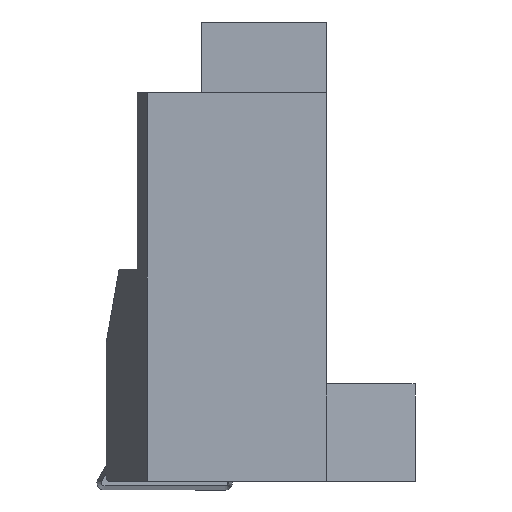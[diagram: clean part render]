
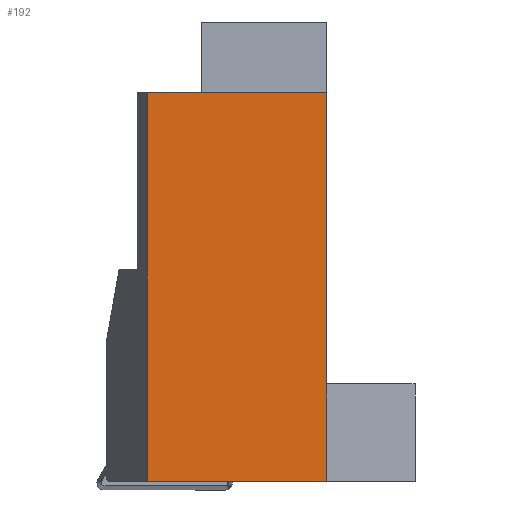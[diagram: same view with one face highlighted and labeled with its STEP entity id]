
A CAD part, front view. The second image highlights one B-rep face of the part: STEP entity #192.
In plain terms, the highlighted planar face has unit normal (0, -1, 0).
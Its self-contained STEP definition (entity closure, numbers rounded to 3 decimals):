
#192=ADVANCED_FACE('',(#283),#247,.F.);
#247=PLANE('',#1034);
#283=FACE_OUTER_BOUND('',#322,.T.);
#322=EDGE_LOOP('',(#423,#424,#425,#426,#427));
#423=ORIENTED_EDGE('',*,*,#720,.T.);
#424=ORIENTED_EDGE('',*,*,#721,.F.);
#425=ORIENTED_EDGE('',*,*,#722,.F.);
#426=ORIENTED_EDGE('',*,*,#699,.T.);
#427=ORIENTED_EDGE('',*,*,#723,.T.);
#623=VERTEX_POINT('',#1408);
#624=VERTEX_POINT('',#1410);
#639=VERTEX_POINT('',#1451);
#640=VERTEX_POINT('',#1452);
#641=VERTEX_POINT('',#1454);
#699=EDGE_CURVE('',#624,#623,#812,.T.);
#720=EDGE_CURVE('',#639,#640,#831,.T.);
#721=EDGE_CURVE('',#641,#640,#832,.T.);
#722=EDGE_CURVE('',#624,#641,#833,.T.);
#723=EDGE_CURVE('',#623,#639,#834,.T.);
#812=LINE('',#1409,#890);
#831=LINE('',#1450,#909);
#832=LINE('',#1453,#910);
#833=LINE('',#1455,#911);
#834=LINE('',#1456,#912);
#890=VECTOR('',#1133,1.);
#909=VECTOR('',#1166,1.);
#910=VECTOR('',#1167,1.);
#911=VECTOR('',#1168,1.);
#912=VECTOR('',#1169,1.);
#1034=AXIS2_PLACEMENT_3D('',#1457,#1170,#1171);
#1133=DIRECTION('',(1.,0.,0.));
#1166=DIRECTION('',(0.,0.,1.));
#1167=DIRECTION('',(1.,0.,0.));
#1168=DIRECTION('',(0.,0.,1.));
#1169=DIRECTION('',(0.,0.,1.));
#1170=DIRECTION('',(0.,1.,0.));
#1171=DIRECTION('',(0.,0.,-1.));
#1408=CARTESIAN_POINT('',(0.,0.,-52.041));
#1409=CARTESIAN_POINT('',(-26.,0.,-52.041));
#1410=CARTESIAN_POINT('',(-20.326,0.,-52.041));
#1450=CARTESIAN_POINT('',(0.,0.,0.));
#1451=CARTESIAN_POINT('',(0.,0.,-41.));
#1452=CARTESIAN_POINT('',(0.,0.,-8.));
#1453=CARTESIAN_POINT('',(-26.,0.,-8.));
#1454=CARTESIAN_POINT('',(-20.326,0.,-8.));
#1455=CARTESIAN_POINT('',(-20.326,0.,0.));
#1456=CARTESIAN_POINT('',(0.,0.,0.));
#1457=CARTESIAN_POINT('',(-26.,0.,0.));
